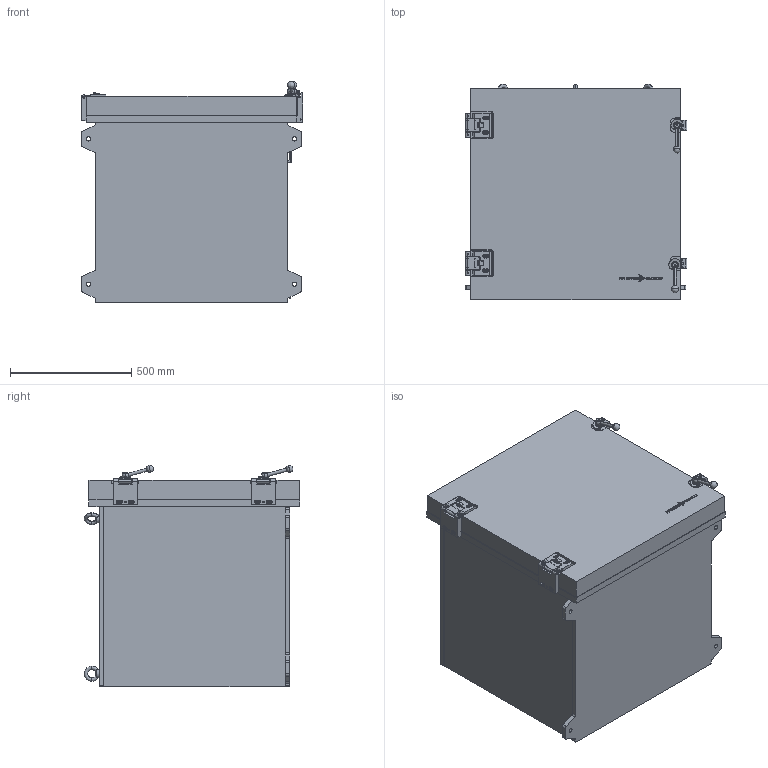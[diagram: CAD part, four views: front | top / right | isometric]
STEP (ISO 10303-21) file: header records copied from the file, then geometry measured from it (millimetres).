
FILE_DESCRIPTION (( 'STEP AP214' ), '1' );
FILE_NAME ('820KBH0750-G.stp', '2017-05-31T06:09:35', ( '' ), ( '' ), 'SwSTEP 2.0', 'SolidWorks 2015', '' );
FILE_SCHEMA (( 'AUTOMOTIVE_DESIGN' ));
Length unit declared in the file: millimetre
Products named in the file (1): 820KBH0750-G
Bounding box: 916 x 889.5 x 912.73 mm (x, y, z)
Volume: 118027090.6 mm3; surface area: 8469723.5 mm2
Topology: 47 solids, 47 shells, 4513 faces, 11859 edges, 7670 vertices
Faces by surface type: plane 2416, bspline 1156, cylinder 525, cone 306, torus 110
Entity records: 197411 total; most frequent: CARTESIAN_POINT 43376, ORIENTED_EDGE 23558, DIRECTION 17504, EDGE_CURVE 11779, LINE 7704, VECTOR 7704, VERTEX_POINT 7670, EDGE_LOOP 4931
